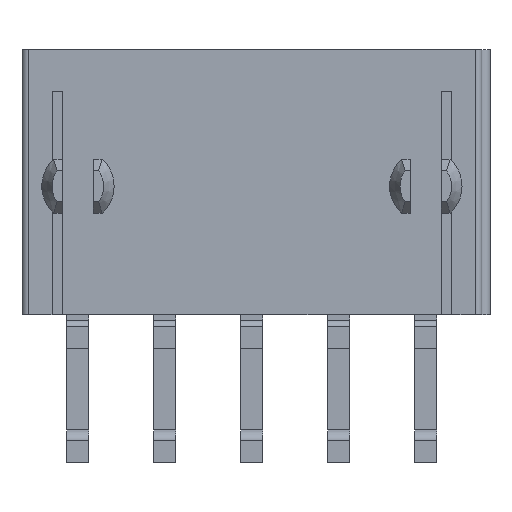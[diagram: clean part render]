
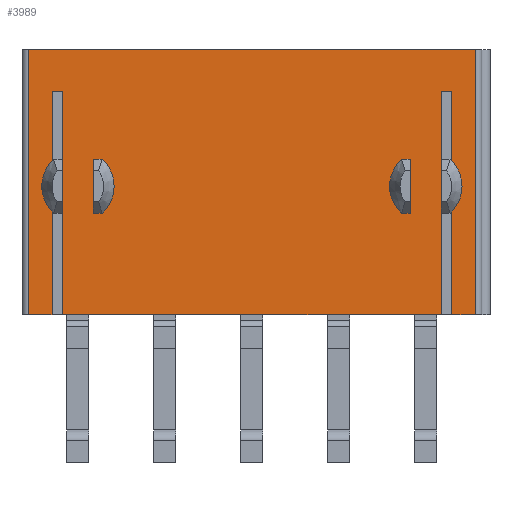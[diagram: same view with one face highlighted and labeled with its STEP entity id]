
A CAD part, front view. The second image highlights one B-rep face of the part: STEP entity #3989.
In plain terms, the highlighted planar face has unit normal (0, -1, 0).
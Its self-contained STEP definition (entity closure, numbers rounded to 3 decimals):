
#22=DIRECTION('',(-1.,0.,0.));
#23=VECTOR('',#22,21.6);
#24=CARTESIAN_POINT('',(10.8,0.4,0.));
#25=LINE('',#24,#23);
#289=DIRECTION('',(0.,0.,1.));
#290=VECTOR('',#289,12.8);
#291=CARTESIAN_POINT('',(-10.8,0.4,-12.8));
#292=LINE('',#291,#290);
#298=DIRECTION('',(0.,0.,-1.));
#299=VECTOR('',#298,2.598);
#300=CARTESIAN_POINT('',(7.65,0.4,-5.301));
#301=LINE('',#300,#299);
#302=DIRECTION('',(0.,0.,1.));
#303=VECTOR('',#302,2.598);
#304=CARTESIAN_POINT('',(-7.65,0.4,-7.899));
#305=LINE('',#304,#303);
#306=DIRECTION('',(-1.,0.,0.));
#307=VECTOR('',#306,0.5);
#308=CARTESIAN_POINT('',(9.65,0.4,-2.));
#309=LINE('',#308,#307);
#310=DIRECTION('',(-1.,0.,0.));
#311=VECTOR('',#310,0.5);
#312=CARTESIAN_POINT('',(-9.15,0.4,-2.));
#313=LINE('',#312,#311);
#314=DIRECTION('',(0.,0.,1.));
#315=VECTOR('',#314,3.771);
#316=CARTESIAN_POINT('',(-9.65,0.4,-5.771));
#317=LINE('',#316,#315);
#318=DIRECTION('',(0.,0.,1.));
#319=VECTOR('',#318,5.371);
#320=CARTESIAN_POINT('',(-9.65,0.4,-12.8));
#321=LINE('',#320,#319);
#322=DIRECTION('',(0.,0.,1.));
#323=VECTOR('',#322,5.371);
#324=CARTESIAN_POINT('',(9.65,0.4,-12.8));
#325=LINE('',#324,#323);
#326=DIRECTION('',(0.,0.,1.));
#327=VECTOR('',#326,3.771);
#328=CARTESIAN_POINT('',(9.65,0.4,-5.771));
#329=LINE('',#328,#327);
#335=CARTESIAN_POINT('',(8.4,0.4,-6.6));
#336=DIRECTION('',(0.,1.,0.));
#337=DIRECTION('',(-0.5,0.,-0.866));
#338=AXIS2_PLACEMENT_3D('',#335,#336,#337);
#340=CARTESIAN_POINT('',(8.4,0.4,-6.6));
#341=DIRECTION('',(0.,1.,0.));
#342=DIRECTION('',(0.833,0.,0.553));
#343=AXIS2_PLACEMENT_3D('',#340,#341,#342);
#464=DIRECTION('',(0.,0.,1.));
#465=VECTOR('',#464,10.8);
#466=CARTESIAN_POINT('',(9.15,0.4,-12.8));
#467=LINE('',#466,#465);
#512=DIRECTION('',(-1.,0.,0.));
#513=VECTOR('',#512,1.15);
#514=CARTESIAN_POINT('',(-9.65,0.4,-12.8));
#515=LINE('',#514,#513);
#520=DIRECTION('',(-1.,0.,0.));
#521=VECTOR('',#520,18.3);
#522=CARTESIAN_POINT('',(9.15,0.4,-12.8));
#523=LINE('',#522,#521);
#528=DIRECTION('',(-1.,0.,0.));
#529=VECTOR('',#528,1.15);
#530=CARTESIAN_POINT('',(10.8,0.4,-12.8));
#531=LINE('',#530,#529);
#725=CARTESIAN_POINT('',(-8.4,0.4,-6.6));
#726=DIRECTION('',(0.,1.,0.));
#727=DIRECTION('',(0.5,0.,0.866));
#728=AXIS2_PLACEMENT_3D('',#725,#726,#727);
#740=CARTESIAN_POINT('',(-8.4,0.4,-6.6));
#741=DIRECTION('',(0.,1.,0.));
#742=DIRECTION('',(-0.833,0.,-0.553));
#743=AXIS2_PLACEMENT_3D('',#740,#741,#742);
#911=DIRECTION('',(0.,0.,-1.));
#912=VECTOR('',#911,10.8);
#913=CARTESIAN_POINT('',(-9.15,0.4,-2.));
#914=LINE('',#913,#912);
#1027=DIRECTION('',(0.,0.,1.));
#1028=VECTOR('',#1027,12.8);
#1029=CARTESIAN_POINT('',(10.8,0.4,-12.8));
#1030=LINE('',#1029,#1028);
#2967=CARTESIAN_POINT('',(10.8,0.4,-12.8));
#2968=CARTESIAN_POINT('',(10.8,0.4,0.));
#2969=VERTEX_POINT('',#2967);
#2970=VERTEX_POINT('',#2968);
#2995=CARTESIAN_POINT('',(-10.8,0.4,0.));
#2996=VERTEX_POINT('',#2995);
#2997=CARTESIAN_POINT('',(-10.8,0.4,-12.8));
#2998=VERTEX_POINT('',#2997);
#2999=CARTESIAN_POINT('',(7.65,0.4,-5.301));
#3000=CARTESIAN_POINT('',(7.65,0.4,-7.899));
#3001=VERTEX_POINT('',#2999);
#3002=VERTEX_POINT('',#3000);
#3047=CARTESIAN_POINT('',(-7.65,0.4,-7.899));
#3048=CARTESIAN_POINT('',(-7.65,0.4,-5.301));
#3049=VERTEX_POINT('',#3047);
#3050=VERTEX_POINT('',#3048);
#3111=CARTESIAN_POINT('',(9.65,0.4,-2.));
#3112=CARTESIAN_POINT('',(9.15,0.4,-2.));
#3113=VERTEX_POINT('',#3111);
#3114=VERTEX_POINT('',#3112);
#3115=CARTESIAN_POINT('',(9.65,0.4,-12.8));
#3116=CARTESIAN_POINT('',(9.65,0.4,-7.429));
#3117=VERTEX_POINT('',#3115);
#3118=VERTEX_POINT('',#3116);
#3119=CARTESIAN_POINT('',(-9.65,0.4,-12.8));
#3120=CARTESIAN_POINT('',(-9.65,0.4,-7.429));
#3121=VERTEX_POINT('',#3119);
#3122=VERTEX_POINT('',#3120);
#3123=CARTESIAN_POINT('',(-9.15,0.4,-2.));
#3124=CARTESIAN_POINT('',(-9.65,0.4,-2.));
#3125=VERTEX_POINT('',#3123);
#3126=VERTEX_POINT('',#3124);
#3127=CARTESIAN_POINT('',(9.15,0.4,-12.8));
#3128=VERTEX_POINT('',#3127);
#3129=CARTESIAN_POINT('',(-9.15,0.4,-12.8));
#3130=VERTEX_POINT('',#3129);
#3131=CARTESIAN_POINT('',(9.65,0.4,-5.771));
#3132=VERTEX_POINT('',#3131);
#3133=CARTESIAN_POINT('',(-9.65,0.4,-5.771));
#3134=VERTEX_POINT('',#3133);
#3940=CARTESIAN_POINT('',(11.1,0.4,0.));
#3941=DIRECTION('',(0.,-1.,0.));
#3942=DIRECTION('',(-1.,0.,0.));
#3943=AXIS2_PLACEMENT_3D('',#3940,#3941,#3942);
#3944=PLANE('',#3943);
#3946=ORIENTED_EDGE('',*,*,#3945,.T.);
#3948=ORIENTED_EDGE('',*,*,#3947,.F.);
#3950=ORIENTED_EDGE('',*,*,#3949,.T.);
#3952=ORIENTED_EDGE('',*,*,#3951,.F.);
#3954=ORIENTED_EDGE('',*,*,#3953,.T.);
#3956=ORIENTED_EDGE('',*,*,#3955,.F.);
#3958=ORIENTED_EDGE('',*,*,#3957,.F.);
#3960=ORIENTED_EDGE('',*,*,#3959,.F.);
#3962=ORIENTED_EDGE('',*,*,#3961,.T.);
#3963=ORIENTED_EDGE('',*,*,#3933,.T.);
#3964=ORIENTED_EDGE('',*,*,#3714,.F.);
#3966=ORIENTED_EDGE('',*,*,#3965,.F.);
#3968=ORIENTED_EDGE('',*,*,#3967,.T.);
#3970=ORIENTED_EDGE('',*,*,#3969,.T.);
#3972=ORIENTED_EDGE('',*,*,#3971,.F.);
#3974=ORIENTED_EDGE('',*,*,#3973,.T.);
#3975=EDGE_LOOP('',(#3946,#3948,#3950,#3952,#3954,#3956,#3958,#3960,#3962,#3963,
#3964,#3966,#3968,#3970,#3972,#3974));
#3976=FACE_OUTER_BOUND('',#3975,.F.);
#3978=ORIENTED_EDGE('',*,*,#3977,.F.);
#3980=ORIENTED_EDGE('',*,*,#3979,.F.);
#3981=EDGE_LOOP('',(#3978,#3980));
#3982=FACE_BOUND('',#3981,.F.);
#3984=ORIENTED_EDGE('',*,*,#3983,.F.);
#3986=ORIENTED_EDGE('',*,*,#3985,.F.);
#3987=EDGE_LOOP('',(#3984,#3986));
#3988=FACE_BOUND('',#3987,.F.);
#3989=ADVANCED_FACE('',(#3976,#3982,#3988),#3944,.T.);
#339=CIRCLE('',#338,1.5);
#344=CIRCLE('',#343,1.5);
#729=CIRCLE('',#728,1.5);
#744=CIRCLE('',#743,1.5);
#3714=EDGE_CURVE('',#2970,#2996,#25,.T.);
#3933=EDGE_CURVE('',#2998,#2996,#292,.T.);
#3945=EDGE_CURVE('',#3113,#3114,#309,.T.);
#3947=EDGE_CURVE('',#3128,#3114,#467,.T.);
#3949=EDGE_CURVE('',#3128,#3130,#523,.T.);
#3951=EDGE_CURVE('',#3125,#3130,#914,.T.);
#3953=EDGE_CURVE('',#3125,#3126,#313,.T.);
#3955=EDGE_CURVE('',#3134,#3126,#317,.T.);
#3957=EDGE_CURVE('',#3122,#3134,#744,.T.);
#3959=EDGE_CURVE('',#3121,#3122,#321,.T.);
#3961=EDGE_CURVE('',#3121,#2998,#515,.T.);
#3965=EDGE_CURVE('',#2969,#2970,#1030,.T.);
#3967=EDGE_CURVE('',#2969,#3117,#531,.T.);
#3969=EDGE_CURVE('',#3117,#3118,#325,.T.);
#3971=EDGE_CURVE('',#3132,#3118,#344,.T.);
#3973=EDGE_CURVE('',#3132,#3113,#329,.T.);
#3977=EDGE_CURVE('',#3050,#3049,#729,.T.);
#3979=EDGE_CURVE('',#3049,#3050,#305,.T.);
#3983=EDGE_CURVE('',#3002,#3001,#339,.T.);
#3985=EDGE_CURVE('',#3001,#3002,#301,.T.);
